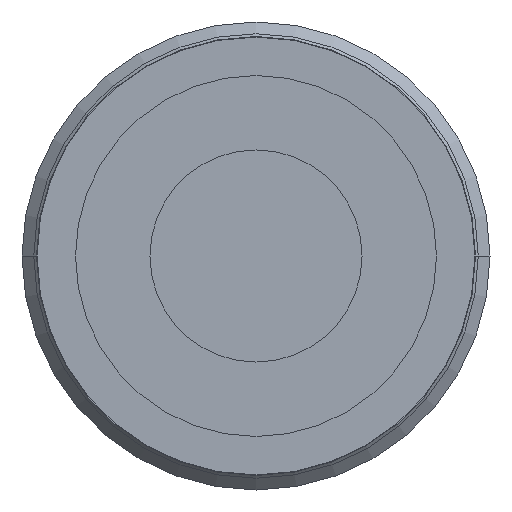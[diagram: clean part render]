
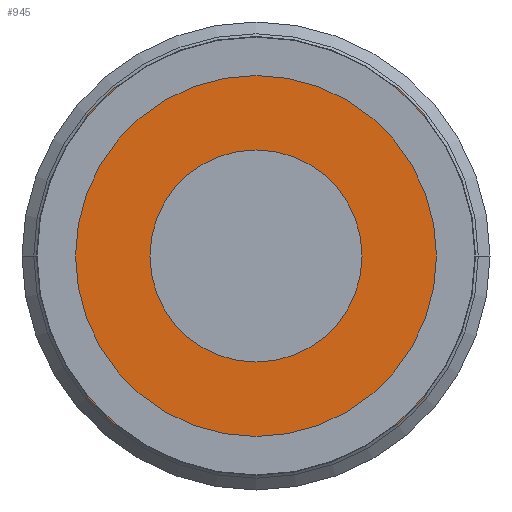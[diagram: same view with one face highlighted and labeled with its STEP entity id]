
A CAD part, left-side view. The second image highlights one B-rep face of the part: STEP entity #945.
In plain terms, the highlighted planar face has unit normal (-1, 0, 0).
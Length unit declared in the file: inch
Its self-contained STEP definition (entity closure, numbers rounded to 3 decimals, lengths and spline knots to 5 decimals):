
#348=CARTESIAN_POINT('',(0.,0.,0.));
#349=DIRECTION('',(-1.,0.,0.));
#350=DIRECTION('',(0.,1.,0.));
#351=AXIS2_PLACEMENT_3D('',#348,#349,#350);
#353=CARTESIAN_POINT('',(0.,0.,0.));
#354=DIRECTION('',(-1.,0.,0.));
#355=DIRECTION('',(0.,-1.,0.));
#356=AXIS2_PLACEMENT_3D('',#353,#354,#355);
#358=CARTESIAN_POINT('',(0.,0.,0.));
#359=DIRECTION('',(-1.,0.,0.));
#360=DIRECTION('',(0.,1.,0.));
#361=AXIS2_PLACEMENT_3D('',#358,#359,#360);
#363=CARTESIAN_POINT('',(0.,0.,0.));
#364=DIRECTION('',(-1.,0.,0.));
#365=DIRECTION('',(0.,-1.,0.));
#366=AXIS2_PLACEMENT_3D('',#363,#364,#365);
#496=CARTESIAN_POINT('',(0.,0.295,0.));
#497=CARTESIAN_POINT('',(0.,-0.295,0.));
#498=VERTEX_POINT('',#496);
#499=VERTEX_POINT('',#497);
#508=CARTESIAN_POINT('',(0.,0.6105,0.));
#509=CARTESIAN_POINT('',(0.,-0.6105,0.));
#510=VERTEX_POINT('',#508);
#511=VERTEX_POINT('',#509);
#929=CARTESIAN_POINT('',(0.,0.,0.));
#930=DIRECTION('',(1.,0.,0.));
#931=DIRECTION('',(0.,-1.,0.));
#932=AXIS2_PLACEMENT_3D('',#929,#930,#931);
#933=PLANE('',#932);
#935=ORIENTED_EDGE('',*,*,#934,.F.);
#936=ORIENTED_EDGE('',*,*,#919,.F.);
#937=EDGE_LOOP('',(#935,#936));
#938=FACE_OUTER_BOUND('',#937,.F.);
#940=ORIENTED_EDGE('',*,*,#939,.T.);
#942=ORIENTED_EDGE('',*,*,#941,.T.);
#943=EDGE_LOOP('',(#940,#942));
#944=FACE_BOUND('',#943,.F.);
#945=ADVANCED_FACE('',(#938,#944),#933,.F.);
#352=CIRCLE('',#351,0.295);
#357=CIRCLE('',#356,0.295);
#362=CIRCLE('',#361,0.6105);
#367=CIRCLE('',#366,0.6105);
#919=EDGE_CURVE('',#511,#510,#367,.T.);
#934=EDGE_CURVE('',#510,#511,#362,.T.);
#939=EDGE_CURVE('',#498,#499,#352,.T.);
#941=EDGE_CURVE('',#499,#498,#357,.T.);
